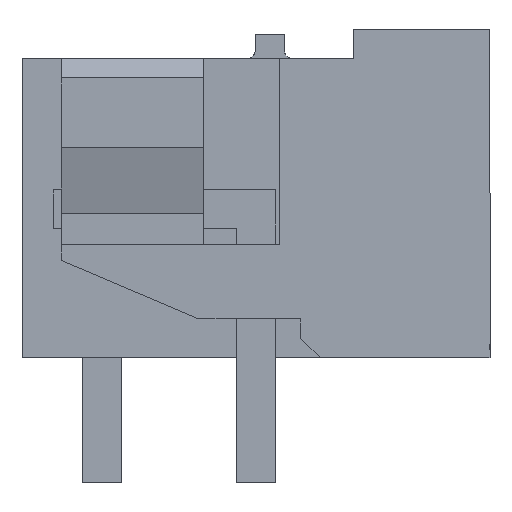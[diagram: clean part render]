
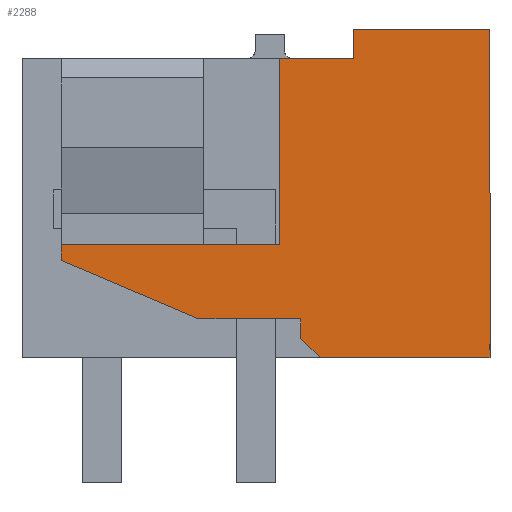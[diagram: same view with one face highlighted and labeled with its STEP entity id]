
A CAD part, left-side view. The second image highlights one B-rep face of the part: STEP entity #2288.
In plain terms, the highlighted planar face has unit normal (-1, 0, 0).
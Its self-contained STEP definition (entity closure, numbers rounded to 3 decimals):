
#2248=AXIS2_PLACEMENT_3D('Plane Axis2P3D',#2245,#2246,#2247) ;
#254=CARTESIAN_POINT('Vertex',(0.,0.,3.2)) ;
#259=CARTESIAN_POINT('Line Origine',(0.,2.177,3.2)) ;
#263=CARTESIAN_POINT('Vertex',(0.,4.354,3.2)) ;
#408=CARTESIAN_POINT('Vertex',(0.,5.4,10.88)) ;
#411=CARTESIAN_POINT('Line Origine',(0.,4.45,10.88)) ;
#415=CARTESIAN_POINT('Vertex',(0.,3.5,10.88)) ;
#1154=CARTESIAN_POINT('Line Origine',(0.,11.,5.905)) ;
#1158=CARTESIAN_POINT('Vertex',(0.,11.,6.11)) ;
#1160=CARTESIAN_POINT('Vertex',(0.,11.,5.701)) ;
#1262=CARTESIAN_POINT('Vertex',(0.,7.465,4.203)) ;
#1265=CARTESIAN_POINT('Line Origine',(0.,9.232,4.952)) ;
#1286=CARTESIAN_POINT('Vertex',(0.,4.854,4.203)) ;
#1289=CARTESIAN_POINT('Line Origine',(0.,6.159,4.203)) ;
#1344=CARTESIAN_POINT('Vertex',(0.,4.854,3.7)) ;
#1347=CARTESIAN_POINT('Line Origine',(0.,4.854,3.951)) ;
#1364=CARTESIAN_POINT('Line Origine',(0.,4.604,3.45)) ;
#1387=CARTESIAN_POINT('Vertex',(0.,0.,11.63)) ;
#1390=CARTESIAN_POINT('Line Origine',(0.,0.,7.415)) ;
#2245=CARTESIAN_POINT('Axis2P3D Location',(0.,12.,1.7)) ;
#2250=CARTESIAN_POINT('Line Origine',(0.,1.75,11.63)) ;
#2254=CARTESIAN_POINT('Vertex',(0.,3.5,11.63)) ;
#2257=CARTESIAN_POINT('Line Origine',(0.,3.5,11.255)) ;
#2262=CARTESIAN_POINT('Line Origine',(0.,5.4,8.495)) ;
#2266=CARTESIAN_POINT('Vertex',(0.,5.4,6.11)) ;
#2269=CARTESIAN_POINT('Line Origine',(0.,8.2,6.11)) ;
#260=DIRECTION('Vector Direction',(0.,1.,0.)) ;
#412=DIRECTION('Vector Direction',(0.,1.,0.)) ;
#1155=DIRECTION('Vector Direction',(0.,0.,1.)) ;
#1266=DIRECTION('Vector Direction',(0.,0.921,0.39)) ;
#1290=DIRECTION('Vector Direction',(0.,-1.,0.)) ;
#1348=DIRECTION('Vector Direction',(0.,0.,-1.)) ;
#1365=DIRECTION('Vector Direction',(0.,0.707,0.707)) ;
#1391=DIRECTION('Vector Direction',(0.,0.,-1.)) ;
#2246=DIRECTION('Axis2P3D Direction',(-1.,0.,0.)) ;
#2247=DIRECTION('Axis2P3D XDirection',(0.,-1.,0.)) ;
#2251=DIRECTION('Vector Direction',(0.,1.,0.)) ;
#2258=DIRECTION('Vector Direction',(0.,0.,1.)) ;
#2263=DIRECTION('Vector Direction',(0.,0.,-1.)) ;
#2270=DIRECTION('Vector Direction',(0.,1.,0.)) ;
#261=VECTOR('Line Direction',#260,1.) ;
#413=VECTOR('Line Direction',#412,1.) ;
#1156=VECTOR('Line Direction',#1155,1.) ;
#1267=VECTOR('Line Direction',#1266,1.) ;
#1291=VECTOR('Line Direction',#1290,1.) ;
#1349=VECTOR('Line Direction',#1348,1.) ;
#1366=VECTOR('Line Direction',#1365,1.) ;
#1392=VECTOR('Line Direction',#1391,1.) ;
#2252=VECTOR('Line Direction',#2251,1.) ;
#2259=VECTOR('Line Direction',#2258,1.) ;
#2264=VECTOR('Line Direction',#2263,1.) ;
#2271=VECTOR('Line Direction',#2270,1.) ;
#2275=ORIENTED_EDGE('',*,*,#2256,.T.) ;
#2276=ORIENTED_EDGE('',*,*,#2261,.T.) ;
#2277=ORIENTED_EDGE('',*,*,#417,.T.) ;
#2278=ORIENTED_EDGE('',*,*,#2268,.T.) ;
#2279=ORIENTED_EDGE('',*,*,#2273,.T.) ;
#2280=ORIENTED_EDGE('',*,*,#1162,.T.) ;
#2281=ORIENTED_EDGE('',*,*,#1269,.T.) ;
#2282=ORIENTED_EDGE('',*,*,#1293,.T.) ;
#2283=ORIENTED_EDGE('',*,*,#1351,.T.) ;
#2284=ORIENTED_EDGE('',*,*,#1368,.T.) ;
#2285=ORIENTED_EDGE('',*,*,#265,.T.) ;
#2286=ORIENTED_EDGE('',*,*,#1394,.T.) ;
#2288=ADVANCED_FACE('HOUSING',(#2287),#2249,.T.) ;
#265=EDGE_CURVE('',#264,#255,#262,.F.) ;
#417=EDGE_CURVE('',#416,#409,#414,.T.) ;
#1162=EDGE_CURVE('',#1159,#1161,#1157,.F.) ;
#1269=EDGE_CURVE('',#1161,#1263,#1268,.F.) ;
#1293=EDGE_CURVE('',#1263,#1287,#1292,.T.) ;
#1351=EDGE_CURVE('',#1287,#1345,#1350,.T.) ;
#1368=EDGE_CURVE('',#1345,#264,#1367,.F.) ;
#1394=EDGE_CURVE('',#255,#1388,#1393,.F.) ;
#2256=EDGE_CURVE('',#1388,#2255,#2253,.T.) ;
#2261=EDGE_CURVE('',#2255,#416,#2260,.F.) ;
#2268=EDGE_CURVE('',#409,#2267,#2265,.T.) ;
#2273=EDGE_CURVE('',#2267,#1159,#2272,.T.) ;
#2274=EDGE_LOOP('',(#2275,#2276,#2277,#2278,#2279,#2280,#2281,#2282,#2283,#2284,#2285,#2286)) ;
#2287=FACE_OUTER_BOUND('',#2274,.T.) ;
#262=LINE('Line',#259,#261) ;
#414=LINE('Line',#411,#413) ;
#1157=LINE('Line',#1154,#1156) ;
#1268=LINE('Line',#1265,#1267) ;
#1292=LINE('Line',#1289,#1291) ;
#1350=LINE('Line',#1347,#1349) ;
#1367=LINE('Line',#1364,#1366) ;
#1393=LINE('Line',#1390,#1392) ;
#2253=LINE('Line',#2250,#2252) ;
#2260=LINE('Line',#2257,#2259) ;
#2265=LINE('Line',#2262,#2264) ;
#2272=LINE('Line',#2269,#2271) ;
#2249=PLANE('',#2248) ;
#255=VERTEX_POINT('',#254) ;
#264=VERTEX_POINT('',#263) ;
#409=VERTEX_POINT('',#408) ;
#416=VERTEX_POINT('',#415) ;
#1159=VERTEX_POINT('',#1158) ;
#1161=VERTEX_POINT('',#1160) ;
#1263=VERTEX_POINT('',#1262) ;
#1287=VERTEX_POINT('',#1286) ;
#1345=VERTEX_POINT('',#1344) ;
#1388=VERTEX_POINT('',#1387) ;
#2255=VERTEX_POINT('',#2254) ;
#2267=VERTEX_POINT('',#2266) ;
